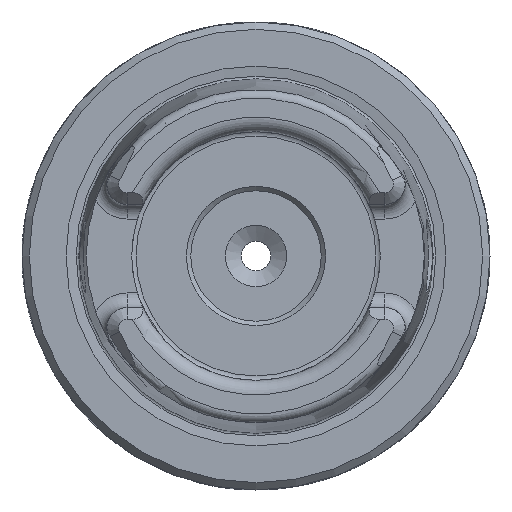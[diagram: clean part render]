
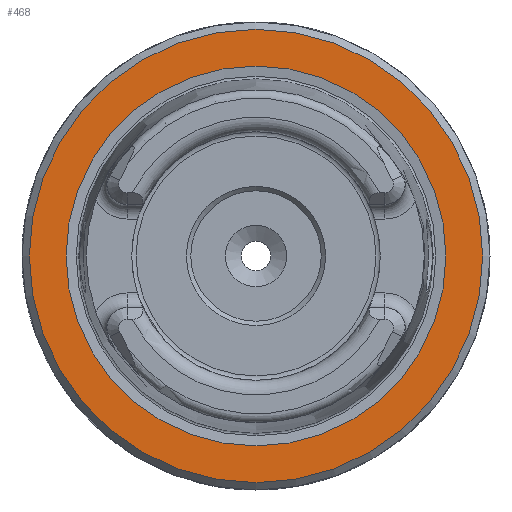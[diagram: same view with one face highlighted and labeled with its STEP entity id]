
A CAD part, left-side view. The second image highlights one B-rep face of the part: STEP entity #468.
In plain terms, the highlighted planar face has unit normal (-1, 0, 0).
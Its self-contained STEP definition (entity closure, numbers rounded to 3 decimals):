
#468 = ADVANCED_FACE( '', ( #1022, #1023 ), #1024, .T. );
#1022 = FACE_OUTER_BOUND( '', #1606, .T. );
#1023 = FACE_BOUND( '', #1607, .T. );
#1024 = PLANE( '', #1608 );
#1606 = EDGE_LOOP( '', ( #2750 ) );
#1607 = EDGE_LOOP( '', ( #2751 ) );
#1608 = AXIS2_PLACEMENT_3D( '', #2752, #2753, #2754 );
#2750 = ORIENTED_EDGE( '', *, *, #3220, .T. );
#2751 = ORIENTED_EDGE( '', *, *, #3329, .F. );
#2752 = CARTESIAN_POINT( '', ( 0., 0., 12.99 ) );
#2753 = DIRECTION( '', ( -1., 0., 0. ) );
#2754 = DIRECTION( '', ( 0., 0., 1. ) );
#3220 = EDGE_CURVE( '', #3858, #3858, #3859, .T. );
#3329 = EDGE_CURVE( '', #4019, #4019, #4020, .T. );
#3858 = VERTEX_POINT( '', #4962 );
#3859 = CIRCLE( '', #4963, 15.5 );
#4019 = VERTEX_POINT( '', #5345 );
#4020 = CIRCLE( '', #5346, 12.99 );
#4962 = CARTESIAN_POINT( '', ( 0., 0., 15.5 ) );
#4963 = AXIS2_PLACEMENT_3D( '', #6264, #6265, #6266 );
#5345 = CARTESIAN_POINT( '', ( 0., 0., 12.99 ) );
#5346 = AXIS2_PLACEMENT_3D( '', #6388, #6389, #6390 );
#6264 = CARTESIAN_POINT( '', ( 0., 0., 0. ) );
#6265 = DIRECTION( '', ( -1., 0., 0. ) );
#6266 = DIRECTION( '', ( 0., 0., 1. ) );
#6388 = CARTESIAN_POINT( '', ( 0., 0., 0. ) );
#6389 = DIRECTION( '', ( -1., 0., 0. ) );
#6390 = DIRECTION( '', ( 0., 0., 1. ) );
